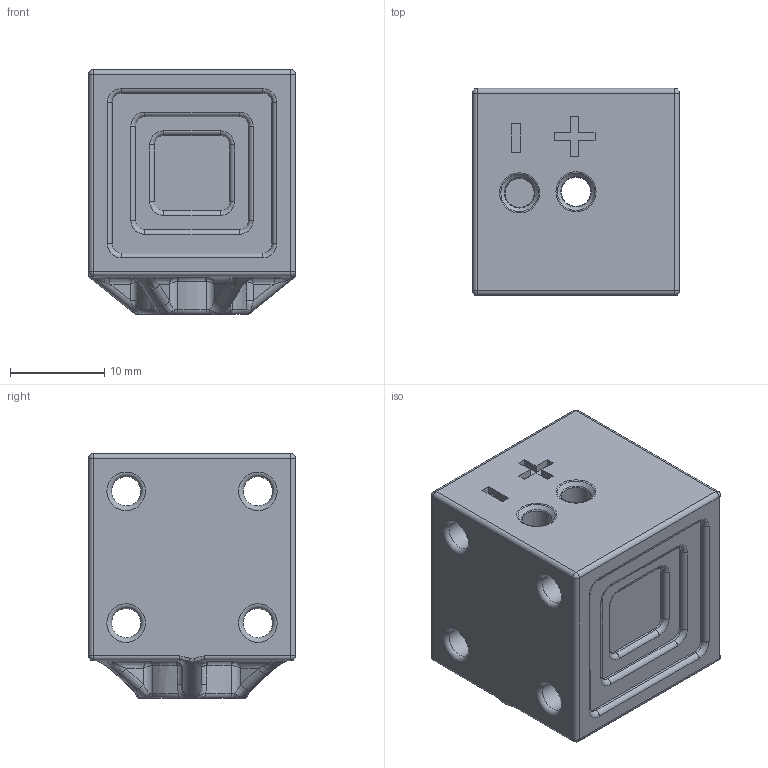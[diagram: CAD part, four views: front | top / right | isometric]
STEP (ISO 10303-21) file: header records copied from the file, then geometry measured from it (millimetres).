
FILE_DESCRIPTION(/* description */ ('Zen Flange'),/* implementation_level */ '2;1');
FILE_NAME(/* name */ '101 -ZEN.stp',/* time_stamp */ '2016-02-05T17:32:01+01:00',/* author */ ('larraguetajunior'),/* organization */ (''),/* preprocessor_version */ 'ST-DEVELOPER v16.1',/* originating_system */ 'Autodesk Inventor 2016',/* authorisation */ '');
FILE_SCHEMA (('AUTOMOTIVE_DESIGN { 1 0 10303 214 3 1 1 }'));
Length unit declared in the file: millimetre
Products named in the file (1): 101 -ZEN
Bounding box: 22 x 22 x 26 mm (x, y, z)
Volume: 8392.2 mm3; surface area: 4723.7 mm2
Topology: 1 solids, 1 shells, 329 faces, 789 edges, 460 vertices
Faces by surface type: cylinder 121, plane 77, bspline 64, torus 56, sphere 8, cone 3
Full cylindrical faces by diameter (mm): 3.1 x6, 7.2 x1, 8.2 x1
Entity records: 11066 total; most frequent: CARTESIAN_POINT 3720, DIRECTION 1546, ORIENTED_EDGE 1496, EDGE_CURVE 748, AXIS2_PLACEMENT_3D 628, VERTEX_POINT 454, EDGE_LOOP 374, FACE_OUTER_BOUND 329
